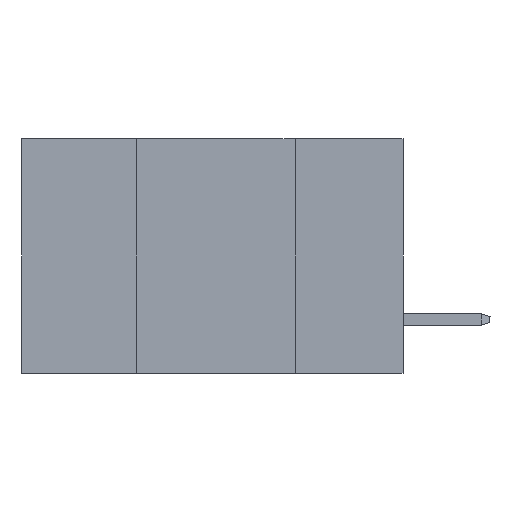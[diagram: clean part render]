
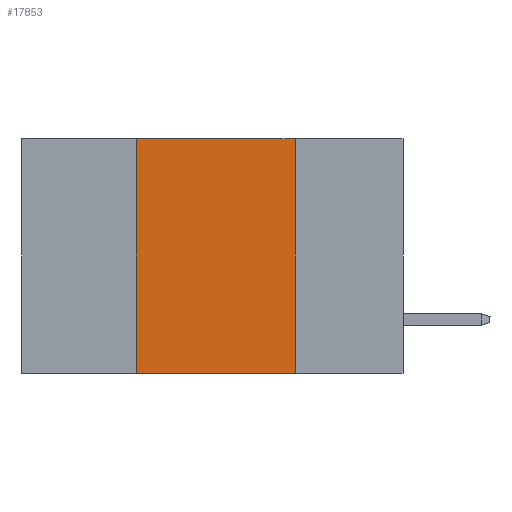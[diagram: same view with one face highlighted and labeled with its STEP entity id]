
A CAD part, left-side view. The second image highlights one B-rep face of the part: STEP entity #17853.
In plain terms, the highlighted planar face has unit normal (-1, 0, 0).
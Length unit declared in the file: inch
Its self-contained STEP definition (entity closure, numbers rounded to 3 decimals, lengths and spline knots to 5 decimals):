
#1220 = DIRECTION ( 'NONE',  ( 0., 0., -1. ) ) ;
#3196 = CARTESIAN_POINT ( 'NONE',  ( 0., 0.6, 0. ) ) ;
#3483 = DIRECTION ( 'NONE',  ( 0., 0., 1. ) ) ;
#5396 = EDGE_CURVE ( 'NONE', #18183, #9753, #7278, .T. ) ;
#5510 = CARTESIAN_POINT ( 'NONE',  ( 0., 0.42, 0. ) ) ;
#7278 = LINE ( 'NONE', #5510, #16992 ) ;
#8738 = CARTESIAN_POINT ( 'NONE',  ( 0., 0.42, -0.37 ) ) ;
#9012 = VECTOR ( 'NONE', #14834, 39.37008 ) ;
#9538 = CARTESIAN_POINT ( 'NONE',  ( 0., 0.17, -0.37 ) ) ;
#9753 = VERTEX_POINT ( 'NONE', #16822 ) ;
#10080 = EDGE_LOOP ( 'NONE', ( #23584, #14348, #16282, #16861 ) ) ;
#12620 = CARTESIAN_POINT ( 'NONE',  ( 0., 0.17, 0. ) ) ;
#13640 = AXIS2_PLACEMENT_3D ( 'NONE', #25040, #17463, #23288 ) ;
#13851 = EDGE_CURVE ( 'NONE', #17554, #19755, #18177, .T. ) ;
#14348 = ORIENTED_EDGE ( 'NONE', *, *, #17641, .F. ) ;
#14834 = DIRECTION ( 'NONE',  ( 0., -1., 0. ) ) ;
#15651 = VECTOR ( 'NONE', #16597, 39.37008 ) ;
#15857 = CARTESIAN_POINT ( 'NONE',  ( 0., 0.17, 0. ) ) ;
#16282 = ORIENTED_EDGE ( 'NONE', *, *, #5396, .F. ) ;
#16597 = DIRECTION ( 'NONE',  ( 0., -1., 0. ) ) ;
#16822 = CARTESIAN_POINT ( 'NONE',  ( 0., 0.42, 0. ) ) ;
#16861 = ORIENTED_EDGE ( 'NONE', *, *, #23051, .T. ) ;
#16992 = VECTOR ( 'NONE', #3483, 39.37008 ) ;
#17339 = FACE_OUTER_BOUND ( 'NONE', #10080, .T. ) ;
#17463 = DIRECTION ( 'NONE',  ( 1., 0., 0. ) ) ;
#17554 = VERTEX_POINT ( 'NONE', #15857 ) ;
#17641 = EDGE_CURVE ( 'NONE', #9753, #17554, #22430, .T. ) ;
#17853 = ADVANCED_FACE ( 'NONE', ( #17339 ), #19367, .F. ) ;
#18177 = LINE ( 'NONE', #12620, #18396 ) ;
#18183 = VERTEX_POINT ( 'NONE', #8738 ) ;
#18396 = VECTOR ( 'NONE', #1220, 39.37008 ) ;
#19367 = PLANE ( 'NONE',  #13640 ) ;
#19755 = VERTEX_POINT ( 'NONE', #9538 ) ;
#20148 = LINE ( 'NONE', #24082, #9012 ) ;
#22430 = LINE ( 'NONE', #3196, #15651 ) ;
#23051 = EDGE_CURVE ( 'NONE', #18183, #19755, #20148, .T. ) ;
#23288 = DIRECTION ( 'NONE',  ( 0., 0., -1. ) ) ;
#23584 = ORIENTED_EDGE ( 'NONE', *, *, #13851, .F. ) ;
#24082 = CARTESIAN_POINT ( 'NONE',  ( 0., 0.6, -0.37 ) ) ;
#25040 = CARTESIAN_POINT ( 'NONE',  ( 0., 0.6, 0. ) ) ;
